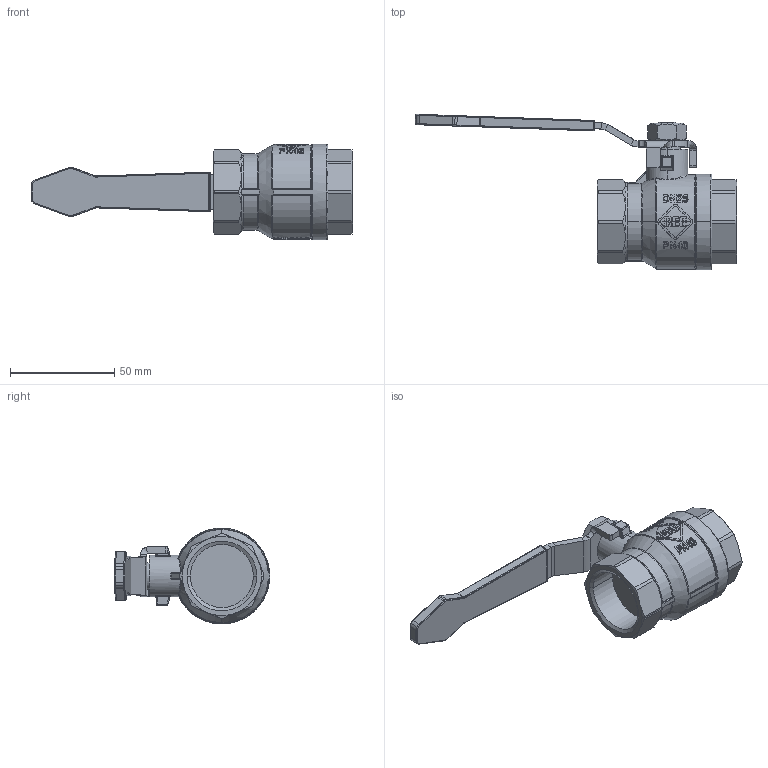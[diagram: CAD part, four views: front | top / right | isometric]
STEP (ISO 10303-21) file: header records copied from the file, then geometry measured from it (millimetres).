
FILE_DESCRIPTION(('STEP AP214'),'1');
FILE_NAME('valve_990-1.stp','2017-12-21T22:13:11',('TraceParts'),('TraceParts S.A.'),'Spatial InterOp 3D',' ',' ');
FILE_SCHEMA(('automotive_design'));
Length unit declared in the file: millimetre
Products named in the file (1): valve_990-1
Bounding box: 154.52 x 74.72 x 46 mm (x, y, z)
Volume: 88033.9 mm3; surface area: 23233.9 mm2
Topology: 1 solids, 1 shells, 1106 faces, 2947 edges, 1911 vertices
Faces by surface type: plane 478, bspline 289, cylinder 252, cone 45, torus 28, sphere 14
Entity records: 48083 total; most frequent: CARTESIAN_POINT 13526, ORIENTED_EDGE 5882, DIRECTION 4482, EDGE_CURVE 2941, VERTEX_POINT 1911, LINE 1538, VECTOR 1538, AXIS2_PLACEMENT_3D 1472
